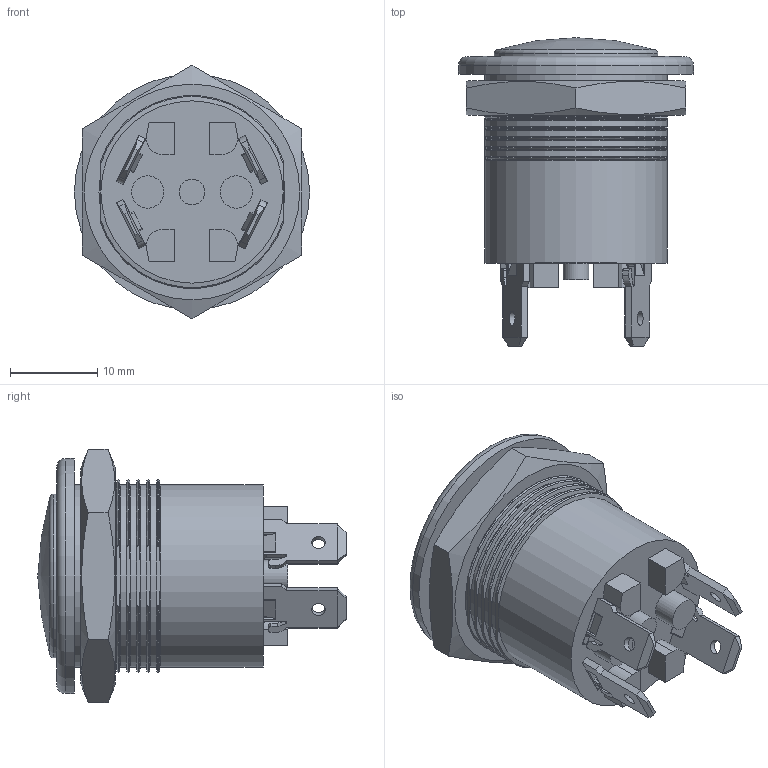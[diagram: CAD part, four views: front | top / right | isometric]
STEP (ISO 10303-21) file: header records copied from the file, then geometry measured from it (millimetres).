
FILE_DESCRIPTION(/* description */ (''),/* implementation_level */ '2;1');
FILE_NAME(/* name */ 'MFL Assembly Model.stp',/* time_stamp */ '2023-02-21T15:29:20-05:00',/* author */ ('dwiltbank'),/* organization */ (''),/* preprocessor_version */ 'ST-DEVELOPER v18.1',/* originating_system */ 'Autodesk Inventor 2022',/* authorisation */ '');
FILE_SCHEMA (('AUTOMOTIVE_DESIGN { 1 0 10303 214 3 1 1 }'));
Length unit declared in the file: inch
Products named in the file (1): MFL Assembly Model_Simplify_1
Bounding box: 26.97 x 35.38 x 29.07 mm (x, y, z)
Volume: 10090.5 mm3; surface area: 4692.7 mm2
Topology: 1 solids, 1 shells, 431 faces, 1154 edges, 736 vertices
Faces by surface type: plane 240, cylinder 120, cone 60, sphere 9, torus 2
Full cylindrical faces by diameter (mm): 1.575 x4, 2.921 x1, 3.708 x2, 18.796 x1, 20.904 x8, 21.336 x1, 26.975 x1
Entity records: 13888 total; most frequent: CARTESIAN_POINT 2682, ORIENTED_EDGE 2308, DIRECTION 2190, EDGE_CURVE 1154, LINE 742, VECTOR 742, VERTEX_POINT 736, AXIS2_PLACEMENT_3D 724
